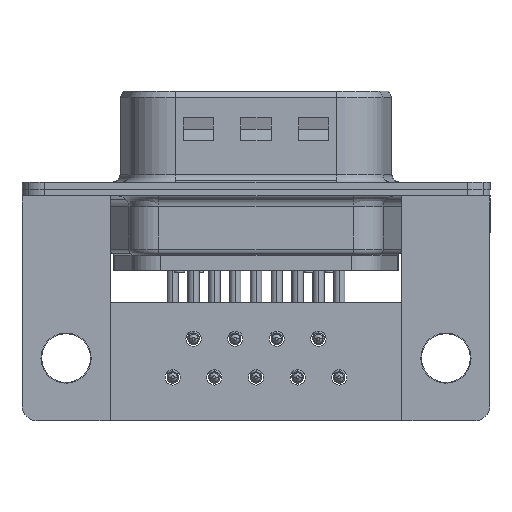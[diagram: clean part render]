
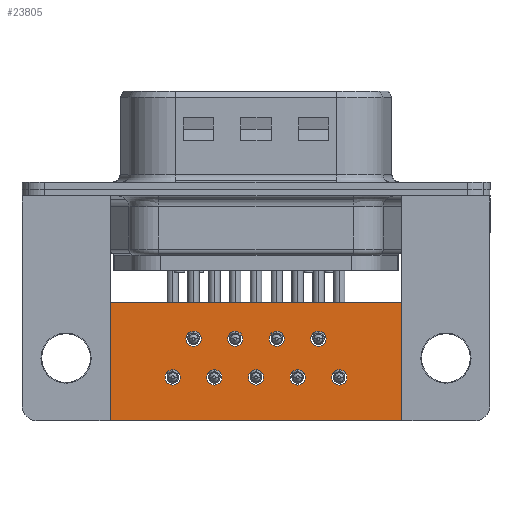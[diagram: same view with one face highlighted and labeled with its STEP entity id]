
A CAD part, front view. The second image highlights one B-rep face of the part: STEP entity #23805.
In plain terms, the highlighted planar face has unit normal (0, -1, 0).
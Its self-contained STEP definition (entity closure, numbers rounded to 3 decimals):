
#21016=CARTESIAN_POINT('',(5.98,0.6,-11.94));
#21017=VERTEX_POINT('',#21016);
#21026=CARTESIAN_POINT('',(4.98,0.6,-11.94));
#21027=VERTEX_POINT('',#21026);
#21028=CARTESIAN_POINT('',(5.48,0.6,-11.94));
#21029=DIRECTION('',(0.0,1.0,0.0));
#21030=DIRECTION('',(1.0,0.0,0.0));
#21031=AXIS2_PLACEMENT_3D('',#21028,#21029,#21030);
#21032=CIRCLE('',#21031,0.5);
#21033=EDGE_CURVE('',#21027,#21017,#21032,.T.);
#21132=CARTESIAN_POINT('',(4.61,0.6,-9.4));
#21133=VERTEX_POINT('',#21132);
#21142=CARTESIAN_POINT('',(3.61,0.6,-9.4));
#21143=VERTEX_POINT('',#21142);
#21144=CARTESIAN_POINT('',(4.11,0.6,-9.4));
#21145=DIRECTION('',(0.0,1.0,0.0));
#21146=DIRECTION('',(1.0,0.0,0.0));
#21147=AXIS2_PLACEMENT_3D('',#21144,#21145,#21146);
#21148=CIRCLE('',#21147,0.5);
#21149=EDGE_CURVE('',#21143,#21133,#21148,.T.);
#21248=CARTESIAN_POINT('',(3.24,0.6,-11.94));
#21249=VERTEX_POINT('',#21248);
#21258=CARTESIAN_POINT('',(2.24,0.6,-11.94));
#21259=VERTEX_POINT('',#21258);
#21260=CARTESIAN_POINT('',(2.74,0.6,-11.94));
#21261=DIRECTION('',(0.0,1.0,0.0));
#21262=DIRECTION('',(1.0,0.0,0.0));
#21263=AXIS2_PLACEMENT_3D('',#21260,#21261,#21262);
#21264=CIRCLE('',#21263,0.5);
#21265=EDGE_CURVE('',#21259,#21249,#21264,.T.);
#21364=CARTESIAN_POINT('',(0.5,0.6,-11.94));
#21365=VERTEX_POINT('',#21364);
#21374=CARTESIAN_POINT('',(-0.5,0.6,-11.94));
#21375=VERTEX_POINT('',#21374);
#21376=CARTESIAN_POINT('',(0.,0.6,-11.94));
#21377=DIRECTION('',(0.0,1.0,0.0));
#21378=DIRECTION('',(1.0,0.0,0.0));
#21379=AXIS2_PLACEMENT_3D('',#21376,#21377,#21378);
#21380=CIRCLE('',#21379,0.5);
#21381=EDGE_CURVE('',#21375,#21365,#21380,.T.);
#21480=CARTESIAN_POINT('',(-2.24,0.6,-11.94));
#21481=VERTEX_POINT('',#21480);
#21490=CARTESIAN_POINT('',(-3.24,0.6,-11.94));
#21491=VERTEX_POINT('',#21490);
#21492=CARTESIAN_POINT('',(-2.74,0.6,-11.94));
#21493=DIRECTION('',(0.0,1.0,0.0));
#21494=DIRECTION('',(1.0,0.0,0.0));
#21495=AXIS2_PLACEMENT_3D('',#21492,#21493,#21494);
#21496=CIRCLE('',#21495,0.5);
#21497=EDGE_CURVE('',#21491,#21481,#21496,.T.);
#21596=CARTESIAN_POINT('',(-4.98,0.6,-11.94));
#21597=VERTEX_POINT('',#21596);
#21606=CARTESIAN_POINT('',(-5.98,0.6,-11.94));
#21607=VERTEX_POINT('',#21606);
#21608=CARTESIAN_POINT('',(-5.48,0.6,-11.94));
#21609=DIRECTION('',(0.0,1.0,0.0));
#21610=DIRECTION('',(1.0,0.0,0.0));
#21611=AXIS2_PLACEMENT_3D('',#21608,#21609,#21610);
#21612=CIRCLE('',#21611,0.5);
#21613=EDGE_CURVE('',#21607,#21597,#21612,.T.);
#21712=CARTESIAN_POINT('',(1.87,0.6,-9.4));
#21713=VERTEX_POINT('',#21712);
#21722=CARTESIAN_POINT('',(0.87,0.6,-9.4));
#21723=VERTEX_POINT('',#21722);
#21724=CARTESIAN_POINT('',(1.37,0.6,-9.4));
#21725=DIRECTION('',(0.0,1.0,0.0));
#21726=DIRECTION('',(1.0,0.0,0.0));
#21727=AXIS2_PLACEMENT_3D('',#21724,#21725,#21726);
#21728=CIRCLE('',#21727,0.5);
#21729=EDGE_CURVE('',#21723,#21713,#21728,.T.);
#21828=CARTESIAN_POINT('',(-0.87,0.6,-9.4));
#21829=VERTEX_POINT('',#21828);
#21838=CARTESIAN_POINT('',(-1.87,0.6,-9.4));
#21839=VERTEX_POINT('',#21838);
#21840=CARTESIAN_POINT('',(-1.37,0.6,-9.4));
#21841=DIRECTION('',(0.0,1.0,0.0));
#21842=DIRECTION('',(1.0,0.0,0.0));
#21843=AXIS2_PLACEMENT_3D('',#21840,#21841,#21842);
#21844=CIRCLE('',#21843,0.5);
#21845=EDGE_CURVE('',#21839,#21829,#21844,.T.);
#21944=CARTESIAN_POINT('',(-3.61,0.6,-9.4));
#21945=VERTEX_POINT('',#21944);
#21954=CARTESIAN_POINT('',(-4.61,0.6,-9.4));
#21955=VERTEX_POINT('',#21954);
#21956=CARTESIAN_POINT('',(-4.11,0.6,-9.4));
#21957=DIRECTION('',(0.0,1.0,0.0));
#21958=DIRECTION('',(1.0,0.0,0.0));
#21959=AXIS2_PLACEMENT_3D('',#21956,#21957,#21958);
#21960=CIRCLE('',#21959,0.5);
#21961=EDGE_CURVE('',#21955,#21945,#21960,.T.);
#22254=CARTESIAN_POINT('',(9.6,0.6,-14.8));
#22255=VERTEX_POINT('',#22254);
#22262=CARTESIAN_POINT('',(-9.6,0.6,-14.8));
#22263=VERTEX_POINT('',#22262);
#22264=CARTESIAN_POINT('',(-9.6,0.6,-14.8));
#22265=DIRECTION('',(1.0,0.0,0.0));
#22266=VECTOR('',#22265,19.2);
#22267=LINE('',#22264,#22266);
#22268=EDGE_CURVE('',#22263,#22255,#22267,.T.);
#22430=CARTESIAN_POINT('',(-4.11,0.6,-9.4));
#22431=DIRECTION('',(0.0,1.0,0.0));
#22432=DIRECTION('',(1.0,0.0,0.0));
#22433=AXIS2_PLACEMENT_3D('',#22430,#22431,#22432);
#22434=CIRCLE('',#22433,0.5);
#22435=EDGE_CURVE('',#21945,#21955,#22434,.T.);
#22514=CARTESIAN_POINT('',(-1.37,0.6,-9.4));
#22515=DIRECTION('',(0.0,1.0,0.0));
#22516=DIRECTION('',(1.0,0.0,0.0));
#22517=AXIS2_PLACEMENT_3D('',#22514,#22515,#22516);
#22518=CIRCLE('',#22517,0.5);
#22519=EDGE_CURVE('',#21829,#21839,#22518,.T.);
#22598=CARTESIAN_POINT('',(1.37,0.6,-9.4));
#22599=DIRECTION('',(0.0,1.0,0.0));
#22600=DIRECTION('',(1.0,0.0,0.0));
#22601=AXIS2_PLACEMENT_3D('',#22598,#22599,#22600);
#22602=CIRCLE('',#22601,0.5);
#22603=EDGE_CURVE('',#21713,#21723,#22602,.T.);
#22682=CARTESIAN_POINT('',(-5.48,0.6,-11.94));
#22683=DIRECTION('',(0.0,1.0,0.0));
#22684=DIRECTION('',(1.0,0.0,0.0));
#22685=AXIS2_PLACEMENT_3D('',#22682,#22683,#22684);
#22686=CIRCLE('',#22685,0.5);
#22687=EDGE_CURVE('',#21597,#21607,#22686,.T.);
#22766=CARTESIAN_POINT('',(-2.74,0.6,-11.94));
#22767=DIRECTION('',(0.0,1.0,0.0));
#22768=DIRECTION('',(1.0,0.0,0.0));
#22769=AXIS2_PLACEMENT_3D('',#22766,#22767,#22768);
#22770=CIRCLE('',#22769,0.5);
#22771=EDGE_CURVE('',#21481,#21491,#22770,.T.);
#22850=CARTESIAN_POINT('',(0.,0.6,-11.94));
#22851=DIRECTION('',(0.0,1.0,0.0));
#22852=DIRECTION('',(1.0,0.0,0.0));
#22853=AXIS2_PLACEMENT_3D('',#22850,#22851,#22852);
#22854=CIRCLE('',#22853,0.5);
#22855=EDGE_CURVE('',#21365,#21375,#22854,.T.);
#22934=CARTESIAN_POINT('',(2.74,0.6,-11.94));
#22935=DIRECTION('',(0.0,1.0,0.0));
#22936=DIRECTION('',(1.0,0.0,0.0));
#22937=AXIS2_PLACEMENT_3D('',#22934,#22935,#22936);
#22938=CIRCLE('',#22937,0.5);
#22939=EDGE_CURVE('',#21249,#21259,#22938,.T.);
#23018=CARTESIAN_POINT('',(4.11,0.6,-9.4));
#23019=DIRECTION('',(0.0,1.0,0.0));
#23020=DIRECTION('',(1.0,0.0,0.0));
#23021=AXIS2_PLACEMENT_3D('',#23018,#23019,#23020);
#23022=CIRCLE('',#23021,0.5);
#23023=EDGE_CURVE('',#21133,#21143,#23022,.T.);
#23102=CARTESIAN_POINT('',(5.48,0.6,-11.94));
#23103=DIRECTION('',(0.0,1.0,0.0));
#23104=DIRECTION('',(1.0,0.0,0.0));
#23105=AXIS2_PLACEMENT_3D('',#23102,#23103,#23104);
#23106=CIRCLE('',#23105,0.5);
#23107=EDGE_CURVE('',#21017,#21027,#23106,.T.);
#23214=CARTESIAN_POINT('',(-9.6,0.6,-7.));
#23215=VERTEX_POINT('',#23214);
#23216=CARTESIAN_POINT('',(-9.6,0.6,-7.));
#23217=DIRECTION('',(0.0,0.0,-1.0));
#23218=VECTOR('',#23217,7.8);
#23219=LINE('',#23216,#23218);
#23220=EDGE_CURVE('',#23215,#22263,#23219,.T.);
#23651=CARTESIAN_POINT('',(9.6,0.6,-7.));
#23652=VERTEX_POINT('',#23651);
#23659=CARTESIAN_POINT('',(9.6,0.6,-7.));
#23660=DIRECTION('',(0.0,0.0,-1.0));
#23661=VECTOR('',#23660,7.8);
#23662=LINE('',#23659,#23661);
#23663=EDGE_CURVE('',#23652,#22255,#23662,.T.);
#23701=CARTESIAN_POINT('',(9.6,0.6,-7.));
#23702=DIRECTION('',(-1.0,0.0,0.0));
#23703=VECTOR('',#23702,19.2);
#23704=LINE('',#23701,#23703);
#23705=EDGE_CURVE('',#23652,#23215,#23704,.T.);
#23758=CARTESIAN_POINT('',(-9.6,0.6,0.0));
#23759=DIRECTION('',(0.0,-1.0,0.0));
#23760=DIRECTION('',(0.0,0.0,-1.0));
#23761=AXIS2_PLACEMENT_3D('',#23758,#23759,#23760);
#23762=PLANE('',#23761);
#23763=ORIENTED_EDGE('',*,*,#23705,.T.);
#23764=ORIENTED_EDGE('',*,*,#23220,.T.);
#23765=ORIENTED_EDGE('',*,*,#22268,.T.);
#23766=ORIENTED_EDGE('',*,*,#23663,.F.);
#23767=EDGE_LOOP('',(#23763,#23764,#23765,#23766));
#23768=FACE_OUTER_BOUND('',#23767,.T.);
#23769=ORIENTED_EDGE('',*,*,#22435,.T.);
#23770=ORIENTED_EDGE('',*,*,#21961,.T.);
#23771=EDGE_LOOP('',(#23769,#23770));
#23772=FACE_BOUND('',#23771,.T.);
#23773=ORIENTED_EDGE('',*,*,#22519,.T.);
#23774=ORIENTED_EDGE('',*,*,#21845,.T.);
#23775=EDGE_LOOP('',(#23773,#23774));
#23776=FACE_BOUND('',#23775,.T.);
#23777=ORIENTED_EDGE('',*,*,#22603,.T.);
#23778=ORIENTED_EDGE('',*,*,#21729,.T.);
#23779=EDGE_LOOP('',(#23777,#23778));
#23780=FACE_BOUND('',#23779,.T.);
#23781=ORIENTED_EDGE('',*,*,#22687,.T.);
#23782=ORIENTED_EDGE('',*,*,#21613,.T.);
#23783=EDGE_LOOP('',(#23781,#23782));
#23784=FACE_BOUND('',#23783,.T.);
#23785=ORIENTED_EDGE('',*,*,#22771,.T.);
#23786=ORIENTED_EDGE('',*,*,#21497,.T.);
#23787=EDGE_LOOP('',(#23785,#23786));
#23788=FACE_BOUND('',#23787,.T.);
#23789=ORIENTED_EDGE('',*,*,#22855,.T.);
#23790=ORIENTED_EDGE('',*,*,#21381,.T.);
#23791=EDGE_LOOP('',(#23789,#23790));
#23792=FACE_BOUND('',#23791,.T.);
#23793=ORIENTED_EDGE('',*,*,#22939,.T.);
#23794=ORIENTED_EDGE('',*,*,#21265,.T.);
#23795=EDGE_LOOP('',(#23793,#23794));
#23796=FACE_BOUND('',#23795,.T.);
#23797=ORIENTED_EDGE('',*,*,#23023,.T.);
#23798=ORIENTED_EDGE('',*,*,#21149,.T.);
#23799=EDGE_LOOP('',(#23797,#23798));
#23800=FACE_BOUND('',#23799,.T.);
#23801=ORIENTED_EDGE('',*,*,#23107,.T.);
#23802=ORIENTED_EDGE('',*,*,#21033,.T.);
#23803=EDGE_LOOP('',(#23801,#23802));
#23804=FACE_BOUND('',#23803,.T.);
#23805=ADVANCED_FACE('',(#23768,#23772,#23776,#23780,#23784,#23788,#23792,#23796,#23800,#23804),#23762,.T.);
